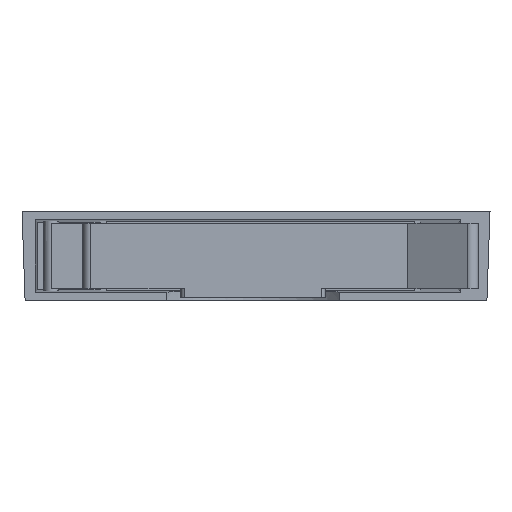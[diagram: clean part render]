
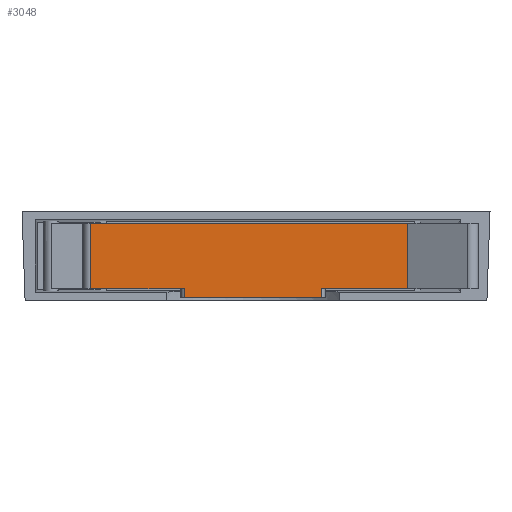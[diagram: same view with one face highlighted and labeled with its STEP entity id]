
A CAD part, top view. The second image highlights one B-rep face of the part: STEP entity #3048.
In plain terms, the highlighted planar face has unit normal (0, 0, 1).
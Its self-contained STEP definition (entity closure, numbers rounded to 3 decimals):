
#212=ORIENTED_EDGE('',*,*,#1069,.F.);
#213=ORIENTED_EDGE('',*,*,#1106,.F.);
#214=ORIENTED_EDGE('',*,*,#1092,.T.);
#215=ORIENTED_EDGE('',*,*,#1107,.F.);
#216=ORIENTED_EDGE('',*,*,#1108,.F.);
#217=ORIENTED_EDGE('',*,*,#1109,.T.);
#218=ORIENTED_EDGE('',*,*,#1051,.T.);
#219=ORIENTED_EDGE('',*,*,#1105,.T.);
#1051=EDGE_CURVE('',#1508,#1509,#1812,.T.);
#1069=EDGE_CURVE('',#1523,#1524,#1825,.T.);
#1092=EDGE_CURVE('',#1544,#1543,#1844,.T.);
#1105=EDGE_CURVE('',#1509,#1524,#1855,.T.);
#1106=EDGE_CURVE('',#1544,#1523,#1856,.T.);
#1107=EDGE_CURVE('',#1550,#1543,#1857,.T.);
#1108=EDGE_CURVE('',#1551,#1550,#1858,.T.);
#1109=EDGE_CURVE('',#1551,#1508,#1859,.T.);
#1508=VERTEX_POINT('',#4295);
#1509=VERTEX_POINT('',#4296);
#1523=VERTEX_POINT('',#4329);
#1524=VERTEX_POINT('',#4331);
#1543=VERTEX_POINT('',#4373);
#1544=VERTEX_POINT('',#4375);
#1550=VERTEX_POINT('',#4403);
#1551=VERTEX_POINT('',#4405);
#1812=LINE('',#4294,#2214);
#1825=LINE('',#4330,#2227);
#1844=LINE('',#4374,#2246);
#1855=LINE('',#4399,#2257);
#1856=LINE('',#4401,#2258);
#1857=LINE('',#4402,#2259);
#1858=LINE('',#4404,#2260);
#1859=LINE('',#4406,#2261);
#2214=VECTOR('',#3452,1000.);
#2227=VECTOR('',#3479,1000.);
#2246=VECTOR('',#3508,1000.);
#2257=VECTOR('',#3535,1000.);
#2258=VECTOR('',#3538,1000.);
#2259=VECTOR('',#3539,1000.);
#2260=VECTOR('',#3540,1000.);
#2261=VECTOR('',#3541,1000.);
#2605=EDGE_LOOP('',(#212,#213,#214,#215,#216,#217,#218,#219));
#2763=FACE_BOUND('',#2605,.T.);
#2920=PLANE('',#3226);
#3048=ADVANCED_FACE('',(#2763),#2920,.T.);
#3226=AXIS2_PLACEMENT_3D('',#4400,#3536,#3537);
#3452=DIRECTION('',(1.,0.,0.));
#3479=DIRECTION('',(1.,0.,0.));
#3508=DIRECTION('',(1.,0.,0.));
#3535=DIRECTION('',(0.,1.,0.));
#3536=DIRECTION('',(0.,0.,1.));
#3537=DIRECTION('',(1.,0.,0.));
#3538=DIRECTION('',(0.,1.,0.));
#3539=DIRECTION('',(0.,1.,0.));
#3540=DIRECTION('',(-1.,0.,0.));
#3541=DIRECTION('',(0.,1.,0.));
#4294=CARTESIAN_POINT('',(-20.349,-7.65,29.95));
#4295=CARTESIAN_POINT('',(2.625,-7.65,29.95));
#4296=CARTESIAN_POINT('',(11.201,-7.65,29.95));
#4329=CARTESIAN_POINT('',(-20.349,-1.15,29.95));
#4330=CARTESIAN_POINT('',(-20.349,-1.15,29.95));
#4331=CARTESIAN_POINT('',(11.201,-1.15,29.95));
#4373=CARTESIAN_POINT('',(-11.024,-7.65,29.95));
#4374=CARTESIAN_POINT('',(-20.349,-7.65,29.95));
#4375=CARTESIAN_POINT('',(-20.349,-7.65,29.95));
#4399=CARTESIAN_POINT('',(11.201,-7.65,29.95));
#4400=CARTESIAN_POINT('',(-20.349,-7.65,29.95));
#4401=CARTESIAN_POINT('',(-20.349,-7.65,29.95));
#4402=CARTESIAN_POINT('',(-11.024,-8.55,29.95));
#4403=CARTESIAN_POINT('',(-11.024,-8.55,29.95));
#4404=CARTESIAN_POINT('',(-11.024,-8.55,29.95));
#4405=CARTESIAN_POINT('',(2.625,-8.55,29.95));
#4406=CARTESIAN_POINT('',(2.625,-8.55,29.95));
